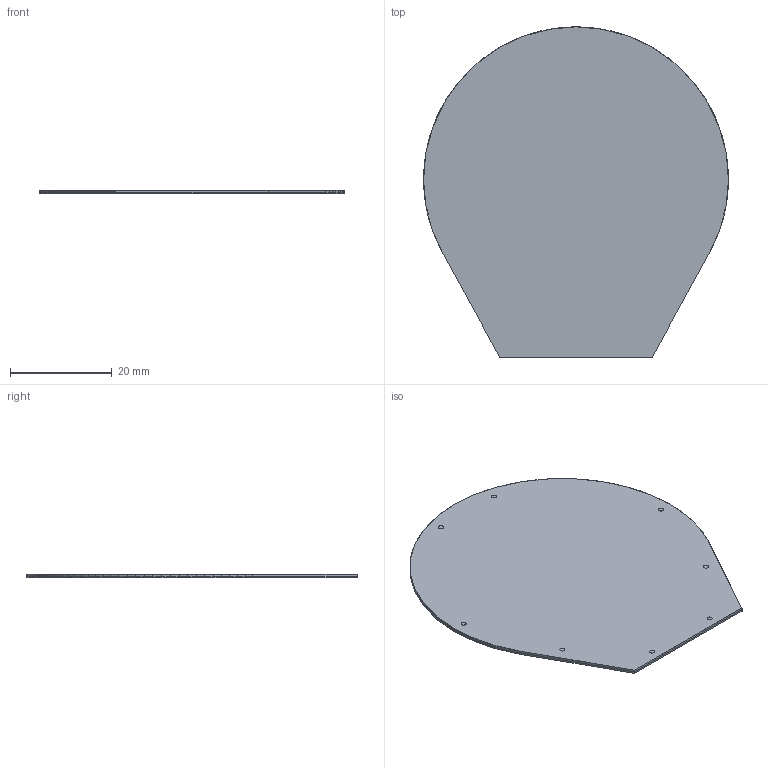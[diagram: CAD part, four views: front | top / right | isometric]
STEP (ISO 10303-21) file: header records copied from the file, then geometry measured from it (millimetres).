
FILE_DESCRIPTION(('Open CASCADE Model'),'2;1');
FILE_NAME('Open CASCADE Shape Model','2024-03-06T15:49:21',('Author'),( 'Open CASCADE'),'Open CASCADE STEP processor 7.5','Open CASCADE 7.5' ,'Unknown');
FILE_SCHEMA(('AUTOMOTIVE_DESIGN { 1 0 10303 214 1 1 1 1 }'));
Length unit declared in the file: millimetre
Products named in the file (5): PCB; Board; Open CASCADE STEP translator 7.5 4.1.1; Free-Models; Tampa_modelo_3D
Assembly tree (5 placements, depth 3):
  PCB
    Board
      Open CASCADE STEP translator 7.5 4.1.1
    Free-Models
      Tampa_modelo_3D  x2
Bounding box: 60 x 65 x 0.75 mm (x, y, z)
Surface area: 18948.9 mm2
Topology: 3 solids, 3 shells, 101 faces, 285 edges, 190 vertices
Faces by surface type: plane 87, cylinder 14
Full cylindrical faces by diameter (mm): 1 x8
Entity records: 3134 total; most frequent: CARTESIAN_POINT 544, ORIENTED_EDGE 534, DIRECTION 487, EDGE_CURVE 267, LINE 245, VECTOR 245, VERTEX_POINT 178, AXIS2_PLACEMENT_3D 121
